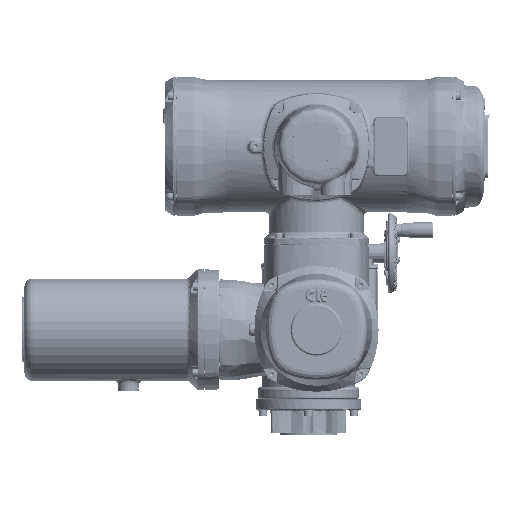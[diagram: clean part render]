
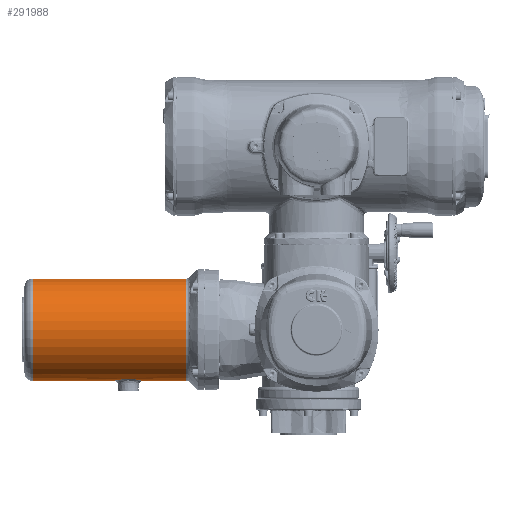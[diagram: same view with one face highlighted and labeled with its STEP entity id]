
A CAD part, left-side view. The second image highlights one B-rep face of the part: STEP entity #291988.
In plain terms, the highlighted cylindrical face has radius 63 mm (diameter 126 mm), a full revolution.
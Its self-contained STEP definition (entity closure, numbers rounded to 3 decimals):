
#7275=B_SPLINE_CURVE_WITH_KNOTS('',3,(#384188,#384189,#384190,#384191,#384192,
#384193,#384194,#384195,#384196,#384197,#384198,#384199,#384200,#384201,
#384202,#384203,#384204,#384205,#384206,#384207,#384208,#384209,#384210,
#384211,#384212,#384213,#384214,#384215,#384216,#384217,#384218,#384219,
#384220,#384221,#384222,#384223),.UNSPECIFIED.,.T.,.F.,(1,1,1,1,1,1,1,1,
1,1,1,1,1,1,1,1,1,1,1,1,1,1,1,1,1,1,1,1,1,1,1,1,1,1,1,1,1,1,1,1),(-0.095,
-0.064,-0.033,0.,0.03,0.061,0.092,
0.123,0.155,0.186,0.217,0.233,
0.248,0.28,0.311,0.342,
0.373,0.405,0.436,0.467,
0.498,0.53,0.561,0.592,
0.623,0.655,0.686,0.717,
0.748,0.78,0.811,0.842,
0.873,0.905,0.936,0.967,
1.,1.03,1.061,1.092),.UNSPECIFIED.);
#41783=CYLINDRICAL_SURFACE('',#306047,63.);
#49460=ORIENTED_EDGE('',*,*,#109457,.T.);
#49461=ORIENTED_EDGE('',*,*,#109458,.T.);
#49462=ORIENTED_EDGE('',*,*,#109430,.T.);
#109430=EDGE_CURVE('',#139720,#139720,#157962,.T.);
#109457=EDGE_CURVE('',#139742,#139742,#157972,.T.);
#109458=EDGE_CURVE('',#139743,#139743,#7275,.T.);
#139720=VERTEX_POINT('',#384128);
#139742=VERTEX_POINT('',#384187);
#139743=VERTEX_POINT('',#384224);
#157962=CIRCLE('',#306028,63.);
#157972=CIRCLE('',#306048,63.);
#164663=EDGE_LOOP('',(#49460));
#164664=EDGE_LOOP('',(#49461));
#164665=EDGE_LOOP('',(#49462));
#179293=FACE_BOUND('',#164663,.T.);
#179294=FACE_BOUND('',#164664,.T.);
#179295=FACE_BOUND('',#164665,.T.);
#291988=ADVANCED_FACE('',(#179293,#179294,#179295),#41783,.T.);
#306028=AXIS2_PLACEMENT_3D('',#384127,#326229,#326230);
#306047=AXIS2_PLACEMENT_3D('',#384185,#326284,#326285);
#306048=AXIS2_PLACEMENT_3D('',#384186,#326286,#326287);
#326229=DIRECTION('',(0.,1.,0.));
#326230=DIRECTION('',(-1.,0.,0.));
#326284=DIRECTION('',(0.,1.,0.));
#326285=DIRECTION('',(-1.,0.,0.));
#326286=DIRECTION('',(0.,-1.,0.));
#326287=DIRECTION('',(1.,0.,0.));
#384127=CARTESIAN_POINT('',(-38.8,150.302,-22.4));
#384128=CARTESIAN_POINT('',(-101.8,150.302,-22.4));
#384185=CARTESIAN_POINT('',(-38.8,82.2,-22.4));
#384186=CARTESIAN_POINT('',(-38.8,339.7,-22.4));
#384187=CARTESIAN_POINT('',(24.2,339.7,-22.4));
#384188=CARTESIAN_POINT('',(-22.968,216.146,-83.381));
#384189=CARTESIAN_POINT('',(-22.272,219.491,-83.194));
#384190=CARTESIAN_POINT('',(-22.191,222.893,-83.171));
#384191=CARTESIAN_POINT('',(-22.682,226.198,-83.305));
#384192=CARTESIAN_POINT('',(-23.766,229.399,-83.585));
#384193=CARTESIAN_POINT('',(-25.425,232.362,-83.974));
#384194=CARTESIAN_POINT('',(-27.579,234.929,-84.409));
#384195=CARTESIAN_POINT('',(-30.234,237.052,-84.837));
#384196=CARTESIAN_POINT('',(-32.722,238.318,-85.122));
#384197=CARTESIAN_POINT('',(-34.898,239.013,-85.286));
#384198=CARTESIAN_POINT('',(-37.08,239.458,-85.394));
#384199=CARTESIAN_POINT('',(-39.939,239.565,-85.42));
#384200=CARTESIAN_POINT('',(-43.257,238.953,-85.27));
#384201=CARTESIAN_POINT('',(-46.401,237.631,-84.964));
#384202=CARTESIAN_POINT('',(-49.169,235.708,-84.559));
#384203=CARTESIAN_POINT('',(-51.5,233.274,-84.119));
#384204=CARTESIAN_POINT('',(-53.338,230.432,-83.707));
#384205=CARTESIAN_POINT('',(-54.617,227.296,-83.385));
#384206=CARTESIAN_POINT('',(-55.319,223.969,-83.196));
#384207=CARTESIAN_POINT('',(-55.418,220.574,-83.169));
#384208=CARTESIAN_POINT('',(-54.921,217.213,-83.304));
#384209=CARTESIAN_POINT('',(-53.834,214.006,-83.585));
#384210=CARTESIAN_POINT('',(-52.187,211.054,-83.972));
#384211=CARTESIAN_POINT('',(-50.019,208.472,-84.409));
#384212=CARTESIAN_POINT('',(-47.384,206.358,-84.834));
#384213=CARTESIAN_POINT('',(-44.368,204.825,-85.181));
#384214=CARTESIAN_POINT('',(-41.072,203.962,-85.389));
#384215=CARTESIAN_POINT('',(-37.691,203.832,-85.421));
#384216=CARTESIAN_POINT('',(-34.326,204.452,-85.269));
#384217=CARTESIAN_POINT('',(-31.208,205.764,-84.964));
#384218=CARTESIAN_POINT('',(-28.435,207.688,-84.56));
#384219=CARTESIAN_POINT('',(-26.093,210.132,-84.117));
#384220=CARTESIAN_POINT('',(-24.271,212.954,-83.708));
#384221=CARTESIAN_POINT('',(-22.968,216.146,-83.381));
#384222=CARTESIAN_POINT('',(-22.272,219.491,-83.194));
#384223=CARTESIAN_POINT('',(-22.191,222.893,-83.171));
#384224=CARTESIAN_POINT('',(-22.362,219.617,-83.218));
